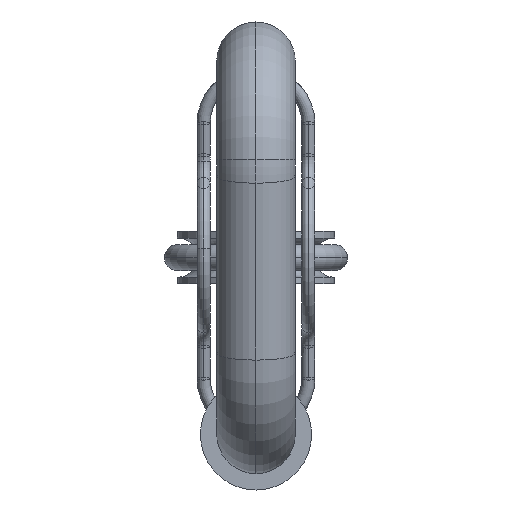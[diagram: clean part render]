
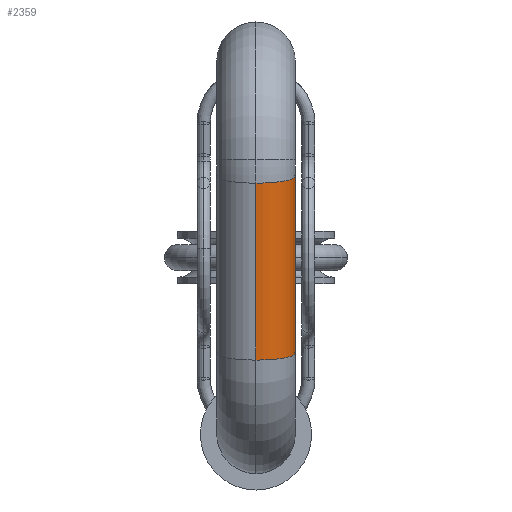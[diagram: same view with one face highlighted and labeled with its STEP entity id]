
A CAD part, left-side view. The second image highlights one B-rep face of the part: STEP entity #2359.
In plain terms, the highlighted cylindrical face has radius 6 mm (diameter 12 mm), a partial arc.
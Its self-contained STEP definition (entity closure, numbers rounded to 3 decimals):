
#1 = EDGE_LOOP ( 'NONE', ( #1947, #3084, #485, #2284 ) ) ;
#37 = CIRCLE ( 'NONE', #2977, 6. ) ;
#485 = ORIENTED_EDGE ( 'NONE', *, *, #999, .T. ) ;
#921 = VERTEX_POINT ( 'NONE', #1857 ) ;
#938 = CARTESIAN_POINT ( 'NONE',  ( -18.863, 13.437, 0. ) ) ;
#999 = EDGE_CURVE ( 'NONE', #3440, #921, #3532, .T. ) ;
#1015 = DIRECTION ( 'NONE',  ( -0.174, 0.985, 0. ) ) ;
#1072 = CYLINDRICAL_SURFACE ( 'NONE', #3804, 6. ) ;
#1330 = LINE ( 'NONE', #3298, #3630 ) ;
#1427 = EDGE_CURVE ( 'NONE', #1712, #4824, #37, .T. ) ;
#1461 = DIRECTION ( 'NONE',  ( -0.985, -0.174, 0. ) ) ;
#1712 = VERTEX_POINT ( 'NONE', #2735 ) ;
#1848 = DIRECTION ( 'NONE',  ( 0., 0., -1. ) ) ;
#1857 = CARTESIAN_POINT ( 'NONE',  ( -35.448, 38.387, 0. ) ) ;
#1947 = ORIENTED_EDGE ( 'NONE', *, *, #1427, .F. ) ;
#2189 = FACE_OUTER_BOUND ( 'NONE', #1, .T. ) ;
#2241 = EDGE_CURVE ( 'NONE', #4824, #921, #1330, .T. ) ;
#2272 = CARTESIAN_POINT ( 'NONE',  ( -29.539, 39.428, 0. ) ) ;
#2284 = ORIENTED_EDGE ( 'NONE', *, *, #2241, .F. ) ;
#2298 = VECTOR ( 'NONE', #3349, 1000. ) ;
#2359 = ADVANCED_FACE ( 'NONE', ( #2189 ), #1072, .T. ) ;
#2646 = DIRECTION ( 'NONE',  ( 0.174, -0.985, 0. ) ) ;
#2735 = CARTESIAN_POINT ( 'NONE',  ( -18.863, 13.437, 0. ) ) ;
#2977 = AXIS2_PLACEMENT_3D ( 'NONE', #2996, #3103, #1848 ) ;
#2996 = CARTESIAN_POINT ( 'NONE',  ( -24.772, 12.395, 0. ) ) ;
#3012 = LINE ( 'NONE', #938, #2298 ) ;
#3047 = AXIS2_PLACEMENT_3D ( 'NONE', #2272, #2646, #3067 ) ;
#3067 = DIRECTION ( 'NONE',  ( 0., 0., -1. ) ) ;
#3084 = ORIENTED_EDGE ( 'NONE', *, *, #3793, .T. ) ;
#3100 = CARTESIAN_POINT ( 'NONE',  ( -30.681, 11.353, 0. ) ) ;
#3103 = DIRECTION ( 'NONE',  ( 0.174, -0.985, 0. ) ) ;
#3298 = CARTESIAN_POINT ( 'NONE',  ( -30.681, 11.353, 0. ) ) ;
#3324 = DIRECTION ( 'NONE',  ( -0.174, 0.985, 0. ) ) ;
#3349 = DIRECTION ( 'NONE',  ( -0.174, 0.985, 0. ) ) ;
#3440 = VERTEX_POINT ( 'NONE', #4721 ) ;
#3442 = CARTESIAN_POINT ( 'NONE',  ( -24.772, 12.395, 0. ) ) ;
#3532 = CIRCLE ( 'NONE', #3047, 6. ) ;
#3630 = VECTOR ( 'NONE', #3324, 1000. ) ;
#3793 = EDGE_CURVE ( 'NONE', #1712, #3440, #3012, .T. ) ;
#3804 = AXIS2_PLACEMENT_3D ( 'NONE', #3442, #1015, #1461 ) ;
#4721 = CARTESIAN_POINT ( 'NONE',  ( -23.63, 40.47, 0. ) ) ;
#4824 = VERTEX_POINT ( 'NONE', #3100 ) ;
